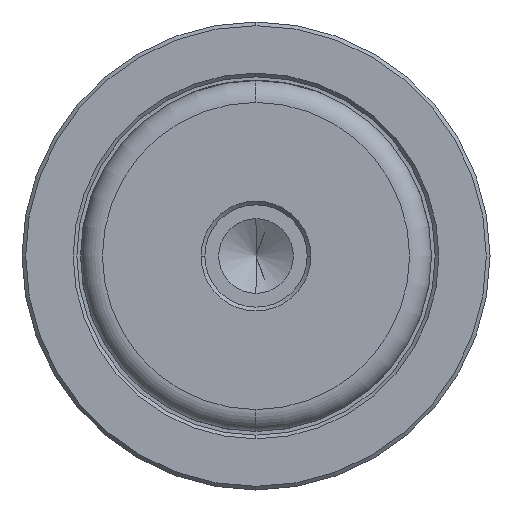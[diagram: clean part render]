
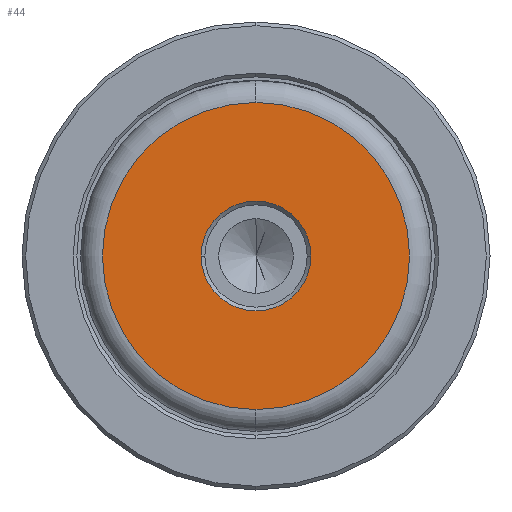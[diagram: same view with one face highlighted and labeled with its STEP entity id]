
A CAD part, left-side view. The second image highlights one B-rep face of the part: STEP entity #44.
In plain terms, the highlighted planar face has unit normal (-1, 0, 0).
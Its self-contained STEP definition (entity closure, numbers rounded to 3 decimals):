
#27 = DIRECTION ( 'NONE',  ( -1., 0., 0. ) ) ;
#35 = DIRECTION ( 'NONE',  ( 1., 0., 0. ) ) ;
#44 = ADVANCED_FACE ( 'NONE', ( #2053, #1027 ), #579, .T. ) ;
#106 = CARTESIAN_POINT ( 'NONE',  ( 0., 0., 0. ) ) ;
#146 = EDGE_LOOP ( 'NONE', ( #1635, #203 ) ) ;
#172 = EDGE_LOOP ( 'NONE', ( #485, #343 ) ) ;
#203 = ORIENTED_EDGE ( 'NONE', *, *, #260, .T. ) ;
#252 = AXIS2_PLACEMENT_3D ( 'NONE', #2122, #960, #2320 ) ;
#260 = EDGE_CURVE ( 'NONE', #2408, #818, #1118, .T. ) ;
#262 = DIRECTION ( 'NONE',  ( -1., 0., 0. ) ) ;
#298 = DIRECTION ( 'NONE',  ( 0., 0., 1. ) ) ;
#302 = AXIS2_PLACEMENT_3D ( 'NONE', #956, #27, #1342 ) ;
#328 = VERTEX_POINT ( 'NONE', #781 ) ;
#343 = ORIENTED_EDGE ( 'NONE', *, *, #1521, .T. ) ;
#485 = ORIENTED_EDGE ( 'NONE', *, *, #2310, .T. ) ;
#497 = CARTESIAN_POINT ( 'NONE',  ( 0., 7.5, 0. ) ) ;
#579 = PLANE ( 'NONE',  #302 ) ;
#781 = CARTESIAN_POINT ( 'NONE',  ( 0., 0., -20.997 ) ) ;
#818 = VERTEX_POINT ( 'NONE', #2295 ) ;
#956 = CARTESIAN_POINT ( 'NONE',  ( 0., 0., 0. ) ) ;
#960 = DIRECTION ( 'NONE',  ( -1., 0., 0. ) ) ;
#1026 = AXIS2_PLACEMENT_3D ( 'NONE', #106, #1427, #298 ) ;
#1027 = FACE_OUTER_BOUND ( 'NONE', #172, .T. ) ;
#1034 = CIRCLE ( 'NONE', #252, 20.997 ) ;
#1118 = CIRCLE ( 'NONE', #2227, 7.5 ) ;
#1159 = CARTESIAN_POINT ( 'NONE',  ( 0., 0., 0. ) ) ;
#1173 = CIRCLE ( 'NONE', #1026, 7.5 ) ;
#1342 = DIRECTION ( 'NONE',  ( 0., 0., 1. ) ) ;
#1347 = DIRECTION ( 'NONE',  ( 0., 0., 1. ) ) ;
#1388 = CARTESIAN_POINT ( 'NONE',  ( 0., 0., 0. ) ) ;
#1427 = DIRECTION ( 'NONE',  ( 1., 0., 0. ) ) ;
#1521 = EDGE_CURVE ( 'NONE', #328, #1718, #2093, .T. ) ;
#1580 = DIRECTION ( 'NONE',  ( 0., 0., 1. ) ) ;
#1635 = ORIENTED_EDGE ( 'NONE', *, *, #1908, .T. ) ;
#1718 = VERTEX_POINT ( 'NONE', #2325 ) ;
#1908 = EDGE_CURVE ( 'NONE', #818, #2408, #1173, .T. ) ;
#2053 = FACE_BOUND ( 'NONE', #146, .T. ) ;
#2093 = CIRCLE ( 'NONE', #2294, 20.997 ) ;
#2122 = CARTESIAN_POINT ( 'NONE',  ( 0., 0., 0. ) ) ;
#2227 = AXIS2_PLACEMENT_3D ( 'NONE', #1159, #35, #1347 ) ;
#2294 = AXIS2_PLACEMENT_3D ( 'NONE', #1388, #262, #1580 ) ;
#2295 = CARTESIAN_POINT ( 'NONE',  ( 0., -7.5, 0. ) ) ;
#2310 = EDGE_CURVE ( 'NONE', #1718, #328, #1034, .T. ) ;
#2320 = DIRECTION ( 'NONE',  ( 0., 0., 1. ) ) ;
#2325 = CARTESIAN_POINT ( 'NONE',  ( 0., 0., 20.997 ) ) ;
#2408 = VERTEX_POINT ( 'NONE', #497 ) ;
